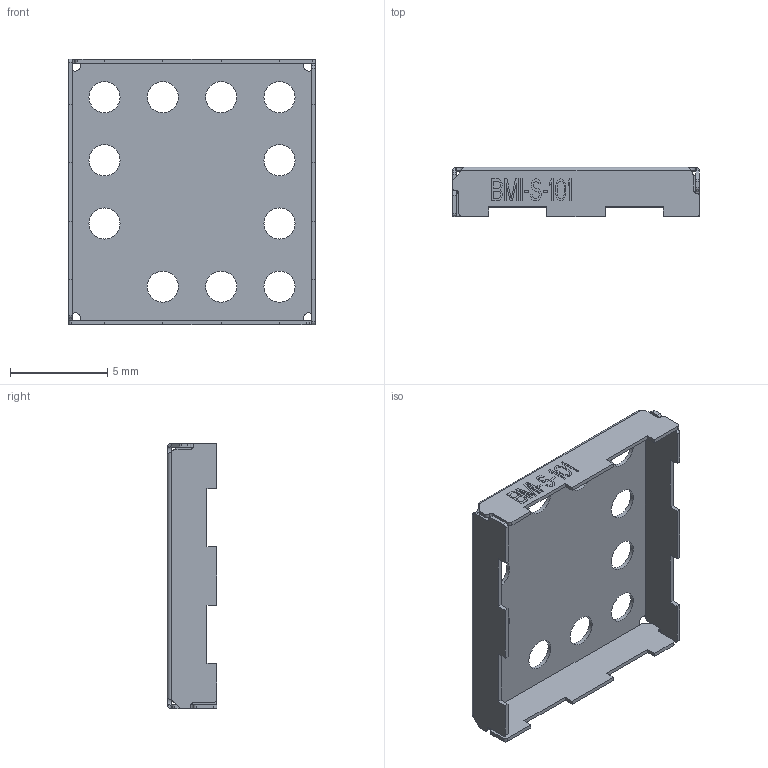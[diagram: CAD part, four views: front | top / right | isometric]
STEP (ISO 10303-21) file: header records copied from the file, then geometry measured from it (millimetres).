
FILE_DESCRIPTION (( 'STEP AP214' ), '1' );
FILE_NAME ('Laird-$PARTNUMBER.STEP', '2016-10-06T15:02:24', ( 'Windows User' ), ( '' ), 'SwSTEP 2.0', 'SolidWorks 2016', '' );
FILE_SCHEMA (( 'AUTOMOTIVE_DESIGN' ));
Length unit declared in the file: inch
Products named in the file (2): Laird-$PARTNUMBER_Laird-BMI-S-101_BMI-S-101; Laird-$PARTNUMBER
Assembly tree (1 placements, depth 2):
  Laird-$PARTNUMBER
    Laird-$PARTNUMBER_Laird-BMI-S-101_BMI-S-101
Bounding box: 12.7 x 2.54 x 13.66 mm (x, y, z)
Volume: 51.1 mm3; surface area: 539.8 mm2
Topology: 1 solids, 1 shells, 438 faces, 1224 edges, 808 vertices
Faces by surface type: plane 347, cylinder 75, bspline 16
Entity records: 14388 total; most frequent: CARTESIAN_POINT 2946, ORIENTED_EDGE 2448, DIRECTION 2202, EDGE_CURVE 1224, VECTOR 1066, LINE 1066, VERTEX_POINT 808, AXIS2_PLACEMENT_3D 568
